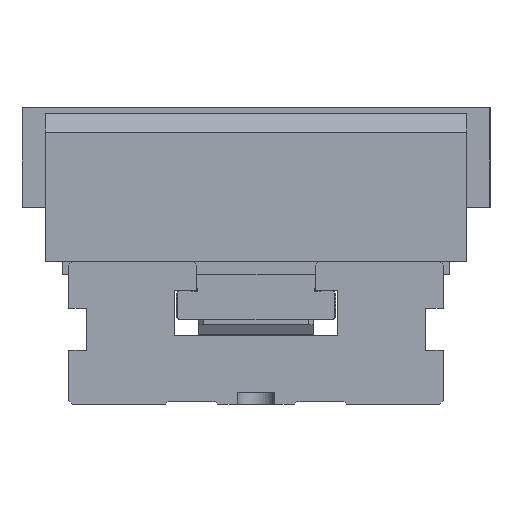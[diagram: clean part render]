
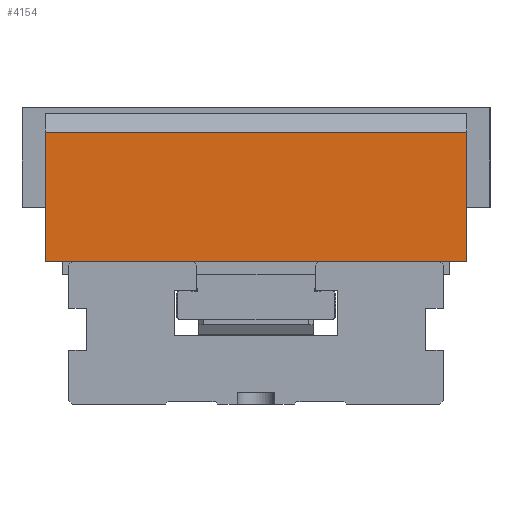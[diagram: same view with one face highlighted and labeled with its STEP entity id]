
A CAD part, left-side view. The second image highlights one B-rep face of the part: STEP entity #4154.
In plain terms, the highlighted planar face has unit normal (-1, 0, 0).
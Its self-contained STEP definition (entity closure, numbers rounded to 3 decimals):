
#4154=ADVANCED_FACE('',(#4769),#4476,.T.);
#4476=PLANE('',#11019);
#4769=FACE_OUTER_BOUND('',#5273,.T.);
#5273=EDGE_LOOP('',(#6547,#6548,#6549,#6550));
#6547=ORIENTED_EDGE('',*,*,#8729,.F.);
#6548=ORIENTED_EDGE('',*,*,#8730,.T.);
#6549=ORIENTED_EDGE('',*,*,#8731,.T.);
#6550=ORIENTED_EDGE('',*,*,#8724,.T.);
#7874=VERTEX_POINT('',#14870);
#7875=VERTEX_POINT('',#14872);
#7879=VERTEX_POINT('',#14882);
#7880=VERTEX_POINT('',#14884);
#8724=EDGE_CURVE('',#7875,#7874,#9526,.T.);
#8729=EDGE_CURVE('',#7879,#7874,#9530,.T.);
#8730=EDGE_CURVE('',#7879,#7880,#9531,.T.);
#8731=EDGE_CURVE('',#7880,#7875,#9532,.T.);
#9526=LINE('',#14871,#10247);
#9530=LINE('',#14881,#10251);
#9531=LINE('',#14883,#10252);
#9532=LINE('',#14885,#10253);
#10247=VECTOR('',#12411,1.);
#10251=VECTOR('',#12419,1.);
#10252=VECTOR('',#12420,1.);
#10253=VECTOR('',#12421,1.);
#11019=AXIS2_PLACEMENT_3D('',#14886,#12422,#12423);
#12411=DIRECTION('',(0.,-1.,0.));
#12419=DIRECTION('',(0.,0.,-1.));
#12420=DIRECTION('',(0.,1.,0.));
#12421=DIRECTION('',(0.,0.,-1.));
#12422=DIRECTION('',(-1.,0.,0.));
#12423=DIRECTION('',(0.,0.,1.));
#14870=CARTESIAN_POINT('',(106.277,130.787,-42.573));
#14871=CARTESIAN_POINT('',(106.277,220.787,-42.573));
#14872=CARTESIAN_POINT('',(106.277,310.787,-42.573));
#14881=CARTESIAN_POINT('',(106.277,130.787,20.727));
#14882=CARTESIAN_POINT('',(106.277,130.787,12.727));
#14883=CARTESIAN_POINT('',(106.277,220.787,12.727));
#14884=CARTESIAN_POINT('',(106.277,310.787,12.727));
#14885=CARTESIAN_POINT('',(106.277,310.787,20.727));
#14886=CARTESIAN_POINT('',(106.277,220.787,20.727));
